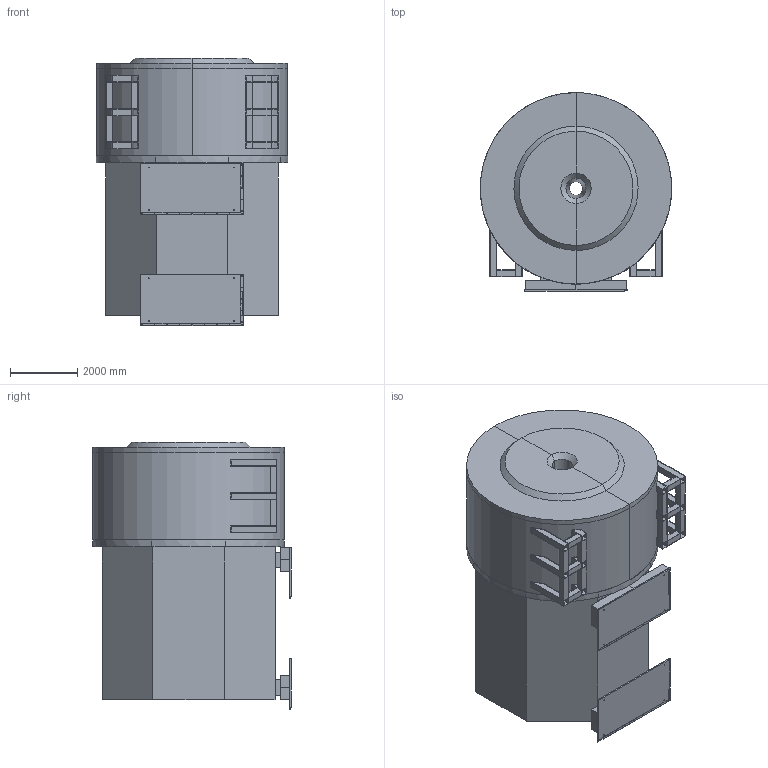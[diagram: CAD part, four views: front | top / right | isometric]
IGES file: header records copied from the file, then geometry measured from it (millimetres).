
Global section: file name: SoLID_CLEO_Mock_Up.igs; preprocessor: I-DEAS 3D IGES Translator 18; date: 20150908.115700; units: inch
Bounding box: 5692.93 x 5907.14 x 7969.78 mm (x, y, z)
Volume: 87321416734.7 mm3; surface area: 794983394.6 mm2
Topology: 97 solids, 97 shells, 767 faces, 1742 edges, 1161 vertices
Faces by surface type: bspline 767
